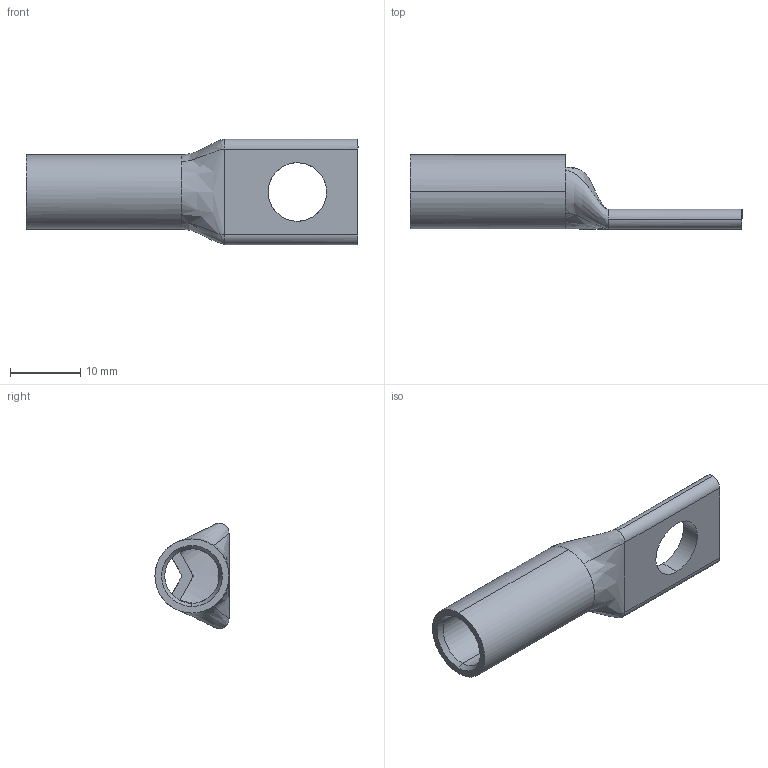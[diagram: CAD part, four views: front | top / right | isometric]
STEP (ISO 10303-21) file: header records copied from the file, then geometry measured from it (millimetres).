
FILE_DESCRIPTION (( 'STEP AP203' ), '1' );
FILE_NAME ('BLU-2S1-1.step', '2024-09-09T18:02:04', ( '' ), ( '' ), 'SwSTEP 2.0', 'SolidWorks 2023', '' );
FILE_SCHEMA (( 'CONFIG_CONTROL_DESIGN' ));
Length unit declared in the file: inch
Products named in the file (1): BLU-2S1-1
Bounding box: 47.24 x 10.54 x 14.98 mm (x, y, z)
Volume: 1724.9 mm3; surface area: 2374.4 mm2
Topology: 1 solids, 1 shells, 38 faces, 100 edges, 62 vertices
Faces by surface type: bspline 14, cylinder 11, plane 11, cone 2
Entity records: 2240 total; most frequent: CARTESIAN_POINT 1386, ORIENTED_EDGE 198, EDGE_CURVE 99, DIRECTION 97, VERTEX_POINT 62, B_SPLINE_CURVE_WITH_KNOTS 60, EDGE_LOOP 41, FACE_OUTER_BOUND 38
